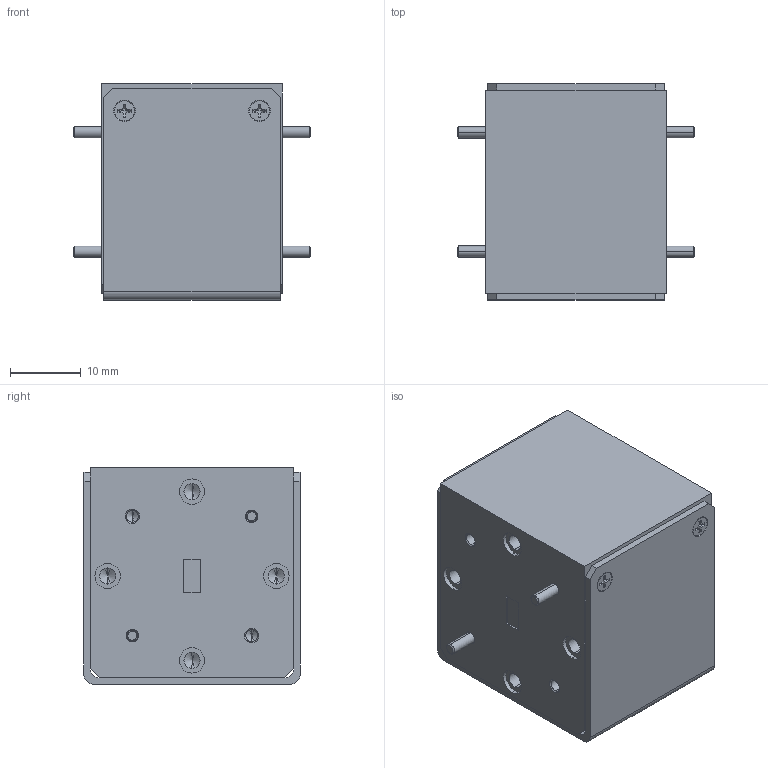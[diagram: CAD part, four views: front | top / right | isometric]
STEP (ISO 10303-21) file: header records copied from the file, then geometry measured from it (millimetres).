
FILE_DESCRIPTION (( 'STEP AP203' ), '1' );
FILE_NAME ('SNW-4434630520-19-I1.STEP', '2019-03-20T17:35:35', ( '' ), ( '' ), 'SwSTEP 2.0', 'SolidWorks 2016', '' );
FILE_SCHEMA (( 'CONFIG_CONTROL_DESIGN' ));
Length unit declared in the file: millimetre
Products named in the file (1): SNW-4434630520-19-I1
Bounding box: 33.53 x 30.48 x 30.48 mm (x, y, z)
Volume: 23243.1 mm3; surface area: 9907.8 mm2
Topology: 10 solids, 10 shells, 392 faces, 1010 edges, 628 vertices
Faces by surface type: cylinder 148, plane 120, cone 112, bspline 12
Entity records: 15921 total; most frequent: CARTESIAN_POINT 7003, ORIENTED_EDGE 1940, DIRECTION 1744, EDGE_CURVE 970, AXIS2_PLACEMENT_3D 657, VERTEX_POINT 628, LINE 430, VECTOR 430
